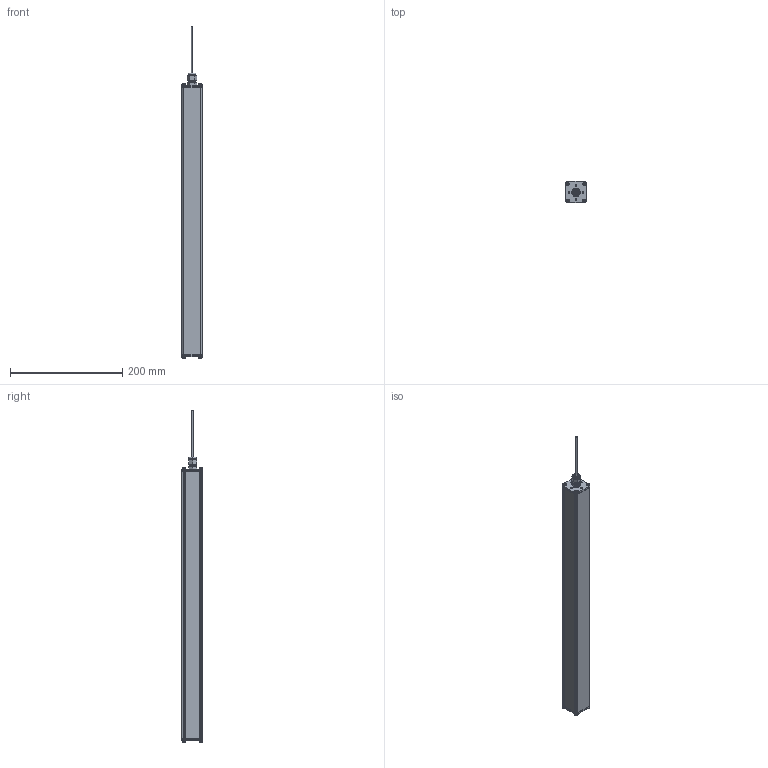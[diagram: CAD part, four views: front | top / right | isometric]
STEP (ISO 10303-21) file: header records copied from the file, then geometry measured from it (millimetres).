
FILE_DESCRIPTION((''),'2;1');
FILE_NAME('213299_ASM','2019-08-01T12:23:52',('pdmadmin'),('BANNER ENGINEERING'),'CREO PARAMETRIC BY PTC INC, 2018300','CREO PARAMETRIC BY PTC INC, 2018300','');
FILE_SCHEMA(('CONFIG_CONTROL_DESIGN'));
Products named in the file (23): 210940; 210941; 210939_ASM; 198508; 198505; 34089_PRT1; 34089_PRT2; 34089_ASM; 122167; 201495; 199899; CABLE_318_4COND_54777_AF0; 133273_AF0; 122361_AF0; 133395_AF0; 133394_AF0; 133394_AF1; 133394_AF2; 133394_AF3; 133398_AF0_ASM; 153395_AF0_ASM; 210944; 213299_ASM
Assembly tree (29 placements, depth 4):
  213299_ASM
    210939_ASM
      210940
      210941
    198508
    198505
    34089_ASM
      34089_PRT1
      34089_PRT2
    122167  x8
    201495
    199899
    CABLE_318_4COND_54777_AF0
    153395_AF0_ASM
      133273_AF0
      122361_AF0
      133398_AF0_ASM
        133395_AF0
        133394_AF0
        133394_AF1
        133394_AF2
        133394_AF3
    210944
Bounding box: 36 x 38 x 592.72 mm (x, y, z)
Volume: 222357.3 mm3; surface area: 210785.2 mm2
Topology: 26 solids, 35 shells, 1463 faces, 4024 edges, 2626 vertices
Faces by surface type: cylinder 886, plane 352, bspline 139, torus 66, cone 20
Entity records: 29975 total; most frequent: CARTESIAN_POINT 12803, DIRECTION 3550, ORIENTED_EDGE 3476, EDGE_CURVE 1756, AXIS2_PLACEMENT_3D 1314, VERTEX_POINT 1149, VECTOR 922, LINE 922
